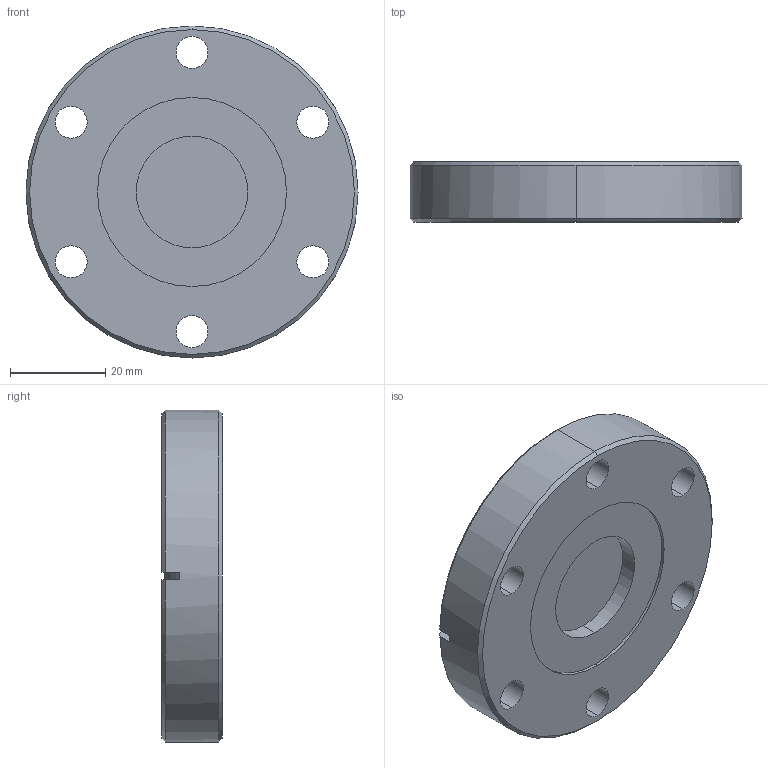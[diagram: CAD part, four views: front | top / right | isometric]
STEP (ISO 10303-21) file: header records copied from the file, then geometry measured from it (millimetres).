
FILE_DESCRIPTION (( 'STEP AP203' ), '1' );
FILE_NAME ('A4566-1-CF.STEP', '2020-10-16T14:26:44', ( '' ), ( '' ), 'SwSTEP 2.0', 'SolidWorks 2020', '' );
FILE_SCHEMA (( 'CONFIG_CONTROL_DESIGN' ));
Length unit declared in the file: inch
Products named in the file (1): A4566-1-CF
Bounding box: 69.85 x 12.7 x 69.85 mm (x, y, z)
Volume: 38255.1 mm3; surface area: 14736.3 mm2
Topology: 2 solids, 2 shells, 66 faces, 154 edges, 99 vertices
Faces by surface type: cylinder 38, plane 17, cone 7, torus 4
Entity records: 2039 total; most frequent: DIRECTION 373, CARTESIAN_POINT 347, ORIENTED_EDGE 308, AXIS2_PLACEMENT_3D 160, EDGE_CURVE 154, VERTEX_POINT 99, CIRCLE 93, EDGE_LOOP 87
